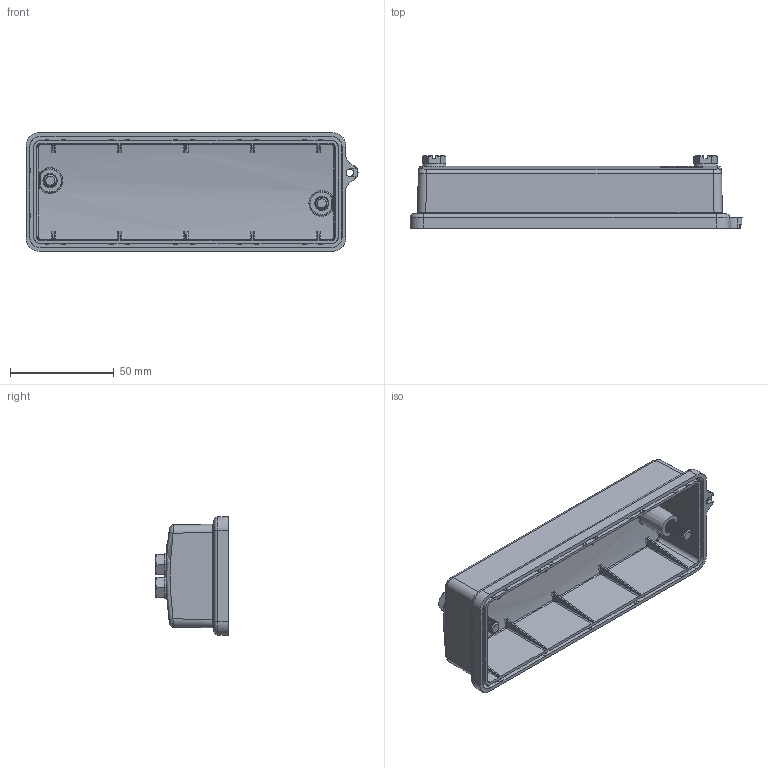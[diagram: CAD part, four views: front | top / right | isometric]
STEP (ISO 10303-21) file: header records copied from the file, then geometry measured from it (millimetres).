
FILE_DESCRIPTION((''),'2;1');
FILE_NAME('ASM0002_ASM','2020-10-22T',('dn.ye'),(''),'PRO/ENGINEER BY PARAMETRIC TECHNOLOGY CORPORATION, 2012480','PRO/ENGINEER BY PARAMETRIC TECHNOLOGY CORPORATION, 2012480','');
FILE_SCHEMA(('CONFIG_CONTROL_DESIGN'));
Length unit declared in the file: millimetre
Products named in the file (1): ASM0002_ASM
Bounding box: 160.1 x 35 x 57.24 mm (x, y, z)
Volume: 36100.7 mm3; surface area: 46986.6 mm2
Topology: 1 solids, 1 shells, 725 faces, 2001 edges, 1200 vertices
Faces by surface type: cylinder 265, plane 253, sphere 99, cone 39, torus 32, bspline 30, extrusion 7
Entity records: 29230 total; most frequent: CARTESIAN_POINT 12324, ORIENTED_EDGE 3804, DIRECTION 3127, EDGE_CURVE 1902, VERTEX_POINT 1200, AXIS2_PLACEMENT_3D 1141, VECTOR 845, LINE 838
